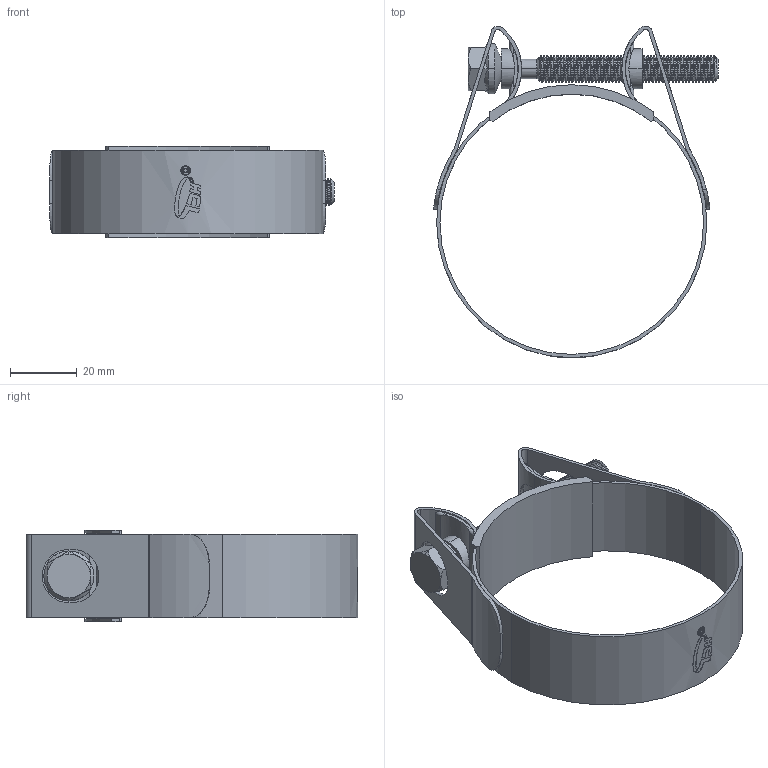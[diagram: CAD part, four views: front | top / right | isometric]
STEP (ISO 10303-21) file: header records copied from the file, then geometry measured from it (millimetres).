
FILE_DESCRIPTION (( 'STEP AP214' ), '1' );
FILE_NAME ('BBC-73-SUPRA-W4.step', '2025-06-05T14:57:26', ( '' ), ( '' ), 'SwSTEP 2.0', 'SolidWorks 2025', '' );
FILE_SCHEMA (( 'AUTOMOTIVE_DESIGN' ));
Length unit declared in the file: millimetre
Products named in the file (1): BBC-73-SUPRA-W4
Bounding box: 85.34 x 99.36 x 27.5 mm (x, y, z)
Volume: 15328.7 mm3; surface area: 26489 mm2
Topology: 5 solids, 5 shells, 350 faces, 954 edges, 622 vertices
Faces by surface type: cylinder 218, bspline 58, plane 46, cone 28
Entity records: 37538 total; most frequent: CARTESIAN_POINT 29897, ORIENTED_EDGE 1908, DIRECTION 1160, EDGE_CURVE 954, VERTEX_POINT 622, AXIS2_PLACEMENT_3D 408, EDGE_LOOP 370, FACE_OUTER_BOUND 350
